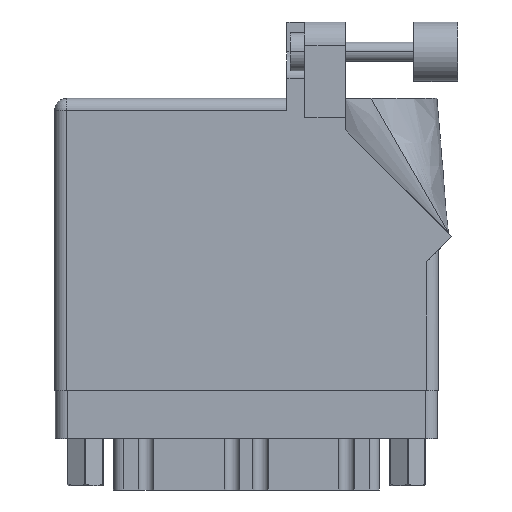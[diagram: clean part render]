
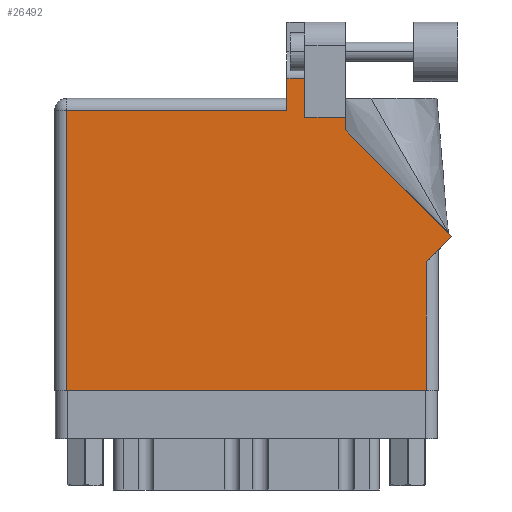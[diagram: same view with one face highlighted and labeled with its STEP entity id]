
A CAD part, front view. The second image highlights one B-rep face of the part: STEP entity #26492.
In plain terms, the highlighted face is planar.
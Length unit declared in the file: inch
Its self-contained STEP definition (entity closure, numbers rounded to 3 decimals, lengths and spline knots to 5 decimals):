
#199 = VECTOR ( 'NONE', #2051, 39.37008 ) ;
#737 = VECTOR ( 'NONE', #13891, 39.37008 ) ;
#2051 = DIRECTION ( 'NONE',  ( 0., -1., 0. ) ) ;
#2292 = DIRECTION ( 'NONE',  ( -1., 0., 0. ) ) ;
#2387 = CARTESIAN_POINT ( 'NONE',  ( 1.311, 1.43, 0. ) ) ;
#3064 = VECTOR ( 'NONE', #10514, 39.37008 ) ;
#3799 = CARTESIAN_POINT ( 'NONE',  ( 1.524, 1.36442, 0. ) ) ;
#5390 = LINE ( 'NONE', #23154, #199 ) ;
#5633 = LINE ( 'NONE', #36290, #37801 ) ;
#6010 = VERTEX_POINT ( 'NONE', #8308 ) ;
#6129 = CARTESIAN_POINT ( 'NONE',  ( 1.311, 1.43, 0. ) ) ;
#6229 = EDGE_CURVE ( 'NONE', #18584, #31382, #12721, .T. ) ;
#6306 = CARTESIAN_POINT ( 'NONE',  ( 1.948, 0.675, 0. ) ) ;
#6669 = VECTOR ( 'NONE', #39843, 39.37008 ) ;
#6742 = PLANE ( 'NONE',  #22407 ) ;
#7147 = EDGE_CURVE ( 'NONE', #43811, #18544, #5633, .T. ) ;
#8202 = ORIENTED_EDGE ( 'NONE', *, *, #30807, .T. ) ;
#8308 = CARTESIAN_POINT ( 'NONE',  ( 2.08071, 0.80771, 0. ) ) ;
#10510 = CARTESIAN_POINT ( 'NONE',  ( 1.948, 0., 0. ) ) ;
#10514 = DIRECTION ( 'NONE',  ( 1., 0., 0. ) ) ;
#10522 = CARTESIAN_POINT ( 'NONE',  ( 2.01, 0.737, 0. ) ) ;
#11360 = DIRECTION ( 'NONE',  ( 0., -1., 0. ) ) ;
#12069 = CARTESIAN_POINT ( 'NONE',  ( 0., 1.468, 0. ) ) ;
#12721 = LINE ( 'NONE', #12069, #6669 ) ;
#12791 = ORIENTED_EDGE ( 'NONE', *, *, #22765, .T. ) ;
#12831 = ORIENTED_EDGE ( 'NONE', *, *, #19522, .T. ) ;
#13006 = EDGE_CURVE ( 'NONE', #35819, #33345, #17636, .T. ) ;
#13184 = CARTESIAN_POINT ( 'NONE',  ( 0., 1.53, 0. ) ) ;
#13377 = DIRECTION ( 'NONE',  ( -0.707, 0.707, 0. ) ) ;
#13387 = EDGE_CURVE ( 'NONE', #27725, #18584, #5390, .T. ) ;
#13616 = DIRECTION ( 'NONE',  ( -1., 0., 0. ) ) ;
#13891 = DIRECTION ( 'NONE',  ( -1., 0., 0. ) ) ;
#15524 = ORIENTED_EDGE ( 'NONE', *, *, #38551, .T. ) ;
#16262 = CARTESIAN_POINT ( 'NONE',  ( 1.217, 1.6315, 0. ) ) ;
#16453 = VERTEX_POINT ( 'NONE', #6306 ) ;
#16968 = DIRECTION ( 'NONE',  ( 0., 0., -1. ) ) ;
#17166 = ORIENTED_EDGE ( 'NONE', *, *, #7147, .T. ) ;
#17467 = CARTESIAN_POINT ( 'NONE',  ( 0.062, 0., 0. ) ) ;
#17636 = LINE ( 'NONE', #37633, #3064 ) ;
#17817 = EDGE_CURVE ( 'NONE', #31382, #35819, #41379, .T. ) ;
#18544 = VERTEX_POINT ( 'NONE', #2387 ) ;
#18584 = VERTEX_POINT ( 'NONE', #41044 ) ;
#19522 = EDGE_CURVE ( 'NONE', #6010, #42534, #20697, .T. ) ;
#19635 = VECTOR ( 'NONE', #11360, 39.37008 ) ;
#20697 = LINE ( 'NONE', #26712, #21178 ) ;
#20997 = EDGE_LOOP ( 'NONE', ( #12791, #15524, #22842, #35535, #21484, #23820, #31069, #8202, #12831, #25192, #17166 ) ) ;
#21178 = VECTOR ( 'NONE', #13377, 39.37008 ) ;
#21328 = VECTOR ( 'NONE', #41016, 39.37008 ) ;
#21484 = ORIENTED_EDGE ( 'NONE', *, *, #17817, .T. ) ;
#22407 = AXIS2_PLACEMENT_3D ( 'NONE', #13184, #16968, #13616 ) ;
#22765 = EDGE_CURVE ( 'NONE', #18544, #32793, #39920, .T. ) ;
#22842 = ORIENTED_EDGE ( 'NONE', *, *, #13387, .T. ) ;
#23154 = CARTESIAN_POINT ( 'NONE',  ( 1.217, 1.53, 0. ) ) ;
#23820 = ORIENTED_EDGE ( 'NONE', *, *, #13006, .T. ) ;
#23913 = CARTESIAN_POINT ( 'NONE',  ( 1.64177, 1.6315, 0. ) ) ;
#24090 = DIRECTION ( 'NONE',  ( 0.707, 0.707, 0. ) ) ;
#25192 = ORIENTED_EDGE ( 'NONE', *, *, #40247, .T. ) ;
#26492 = ADVANCED_FACE ( 'NONE', ( #40090 ), #6742, .F. ) ;
#26712 = CARTESIAN_POINT ( 'NONE',  ( 2.08071, 0.80771, 0. ) ) ;
#27725 = VERTEX_POINT ( 'NONE', #16262 ) ;
#27976 = LINE ( 'NONE', #28414, #21328 ) ;
#28414 = CARTESIAN_POINT ( 'NONE',  ( 1.948, 0.737, 0. ) ) ;
#30807 = EDGE_CURVE ( 'NONE', #16453, #6010, #40986, .T. ) ;
#31069 = ORIENTED_EDGE ( 'NONE', *, *, #38918, .T. ) ;
#31382 = VERTEX_POINT ( 'NONE', #32044 ) ;
#32044 = CARTESIAN_POINT ( 'NONE',  ( 0.062, 1.468, 0. ) ) ;
#32793 = VERTEX_POINT ( 'NONE', #38234 ) ;
#33345 = VERTEX_POINT ( 'NONE', #10510 ) ;
#33695 = LINE ( 'NONE', #43920, #42611 ) ;
#34027 = VECTOR ( 'NONE', #36581, 39.37008 ) ;
#35535 = ORIENTED_EDGE ( 'NONE', *, *, #6229, .T. ) ;
#35819 = VERTEX_POINT ( 'NONE', #17467 ) ;
#36290 = CARTESIAN_POINT ( 'NONE',  ( 1.524, 1.43, 0. ) ) ;
#36581 = DIRECTION ( 'NONE',  ( 0., 1., 0. ) ) ;
#37028 = LINE ( 'NONE', #23913, #737 ) ;
#37633 = CARTESIAN_POINT ( 'NONE',  ( 0., 0., 0. ) ) ;
#37801 = VECTOR ( 'NONE', #2292, 39.37008 ) ;
#38234 = CARTESIAN_POINT ( 'NONE',  ( 1.311, 1.6315, 0. ) ) ;
#38551 = EDGE_CURVE ( 'NONE', #32793, #27725, #37028, .T. ) ;
#38823 = VECTOR ( 'NONE', #24090, 39.37008 ) ;
#38918 = EDGE_CURVE ( 'NONE', #33345, #16453, #27976, .T. ) ;
#39466 = DIRECTION ( 'NONE',  ( 0., 1., 0. ) ) ;
#39843 = DIRECTION ( 'NONE',  ( -1., 0., 0. ) ) ;
#39920 = LINE ( 'NONE', #6129, #34027 ) ;
#40090 = FACE_OUTER_BOUND ( 'NONE', #20997, .T. ) ;
#40247 = EDGE_CURVE ( 'NONE', #42534, #43811, #33695, .T. ) ;
#40986 = LINE ( 'NONE', #10522, #38823 ) ;
#41016 = DIRECTION ( 'NONE',  ( 0., 1., 0. ) ) ;
#41044 = CARTESIAN_POINT ( 'NONE',  ( 1.217, 1.468, 0. ) ) ;
#41379 = LINE ( 'NONE', #41831, #19635 ) ;
#41831 = CARTESIAN_POINT ( 'NONE',  ( 0.062, 0., 0. ) ) ;
#42071 = CARTESIAN_POINT ( 'NONE',  ( 1.524, 1.43, 0. ) ) ;
#42534 = VERTEX_POINT ( 'NONE', #3799 ) ;
#42611 = VECTOR ( 'NONE', #39466, 39.37008 ) ;
#43811 = VERTEX_POINT ( 'NONE', #42071 ) ;
#43920 = CARTESIAN_POINT ( 'NONE',  ( 1.524, 1.36442, 0. ) ) ;
